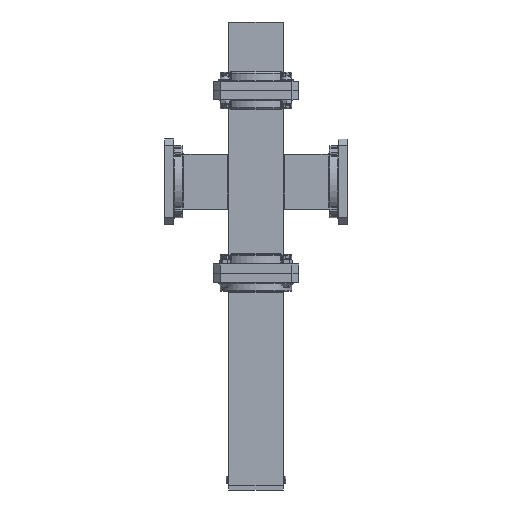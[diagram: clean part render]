
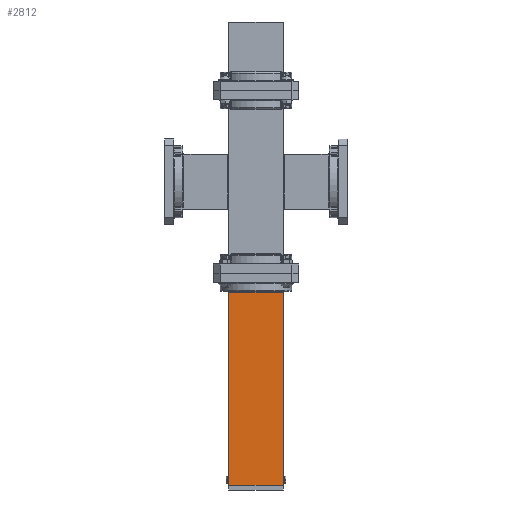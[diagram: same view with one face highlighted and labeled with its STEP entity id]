
A CAD part, front view. The second image highlights one B-rep face of the part: STEP entity #2812.
In plain terms, the highlighted planar face has unit normal (0, -1, 0).
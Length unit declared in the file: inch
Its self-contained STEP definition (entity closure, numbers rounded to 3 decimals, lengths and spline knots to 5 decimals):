
#263 = ORIENTED_EDGE ( 'NONE', *, *, #41019, .T. ) ;
#1050 = ORIENTED_EDGE ( 'NONE', *, *, #25345, .T. ) ;
#2128 = DIRECTION ( 'NONE',  ( -1., 0., 0. ) ) ;
#2302 = VECTOR ( 'NONE', #34977, 39.37008 ) ;
#2345 = CARTESIAN_POINT ( 'NONE',  ( 0., -0.2885, -0.42 ) ) ;
#2812 = ADVANCED_FACE ( 'NONE', ( #7792 ), #22674, .F. ) ;
#3868 = LINE ( 'NONE', #17809, #2302 ) ;
#5454 = ORIENTED_EDGE ( 'NONE', *, *, #26239, .T. ) ;
#5969 = LINE ( 'NONE', #10065, #31907 ) ;
#7787 = VERTEX_POINT ( 'NONE', #12277 ) ;
#7792 = FACE_OUTER_BOUND ( 'NONE', #9829, .T. ) ;
#9283 = CARTESIAN_POINT ( 'NONE',  ( 0.601, -0.2885, -4.65 ) ) ;
#9829 = EDGE_LOOP ( 'NONE', ( #5454, #263, #42359, #1050 ) ) ;
#10065 = CARTESIAN_POINT ( 'NONE',  ( 0.601, -0.2885, -4.75 ) ) ;
#10493 = DIRECTION ( 'NONE',  ( 0., 0., 1. ) ) ;
#11561 = EDGE_CURVE ( 'NONE', #21734, #20948, #3868, .T. ) ;
#11808 = DIRECTION ( 'NONE',  ( -1., 0., 0. ) ) ;
#12277 = CARTESIAN_POINT ( 'NONE',  ( 0.601, -0.2885, -0.42 ) ) ;
#12762 = CARTESIAN_POINT ( 'NONE',  ( 0., -0.2885, -4.75 ) ) ;
#15299 = LINE ( 'NONE', #28044, #17394 ) ;
#17394 = VECTOR ( 'NONE', #41362, 39.37008 ) ;
#17809 = CARTESIAN_POINT ( 'NONE',  ( -0.601, -0.2885, -4.75 ) ) ;
#20948 = VERTEX_POINT ( 'NONE', #33543 ) ;
#21734 = VERTEX_POINT ( 'NONE', #24408 ) ;
#22674 = PLANE ( 'NONE',  #25869 ) ;
#24408 = CARTESIAN_POINT ( 'NONE',  ( -0.601, -0.2885, -4.65 ) ) ;
#25345 = EDGE_CURVE ( 'NONE', #21734, #41083, #15299, .T. ) ;
#25869 = AXIS2_PLACEMENT_3D ( 'NONE', #12762, #36452, #2128 ) ;
#26239 = EDGE_CURVE ( 'NONE', #41083, #7787, #5969, .T. ) ;
#28044 = CARTESIAN_POINT ( 'NONE',  ( 0., -0.2885, -4.65 ) ) ;
#30525 = LINE ( 'NONE', #2345, #41645 ) ;
#31907 = VECTOR ( 'NONE', #10493, 39.37008 ) ;
#33543 = CARTESIAN_POINT ( 'NONE',  ( -0.601, -0.2885, -0.42 ) ) ;
#34977 = DIRECTION ( 'NONE',  ( 0., 0., 1. ) ) ;
#36452 = DIRECTION ( 'NONE',  ( 0., 1., 0. ) ) ;
#41019 = EDGE_CURVE ( 'NONE', #7787, #20948, #30525, .T. ) ;
#41083 = VERTEX_POINT ( 'NONE', #9283 ) ;
#41362 = DIRECTION ( 'NONE',  ( 1., 0., 0. ) ) ;
#41645 = VECTOR ( 'NONE', #11808, 39.37008 ) ;
#42359 = ORIENTED_EDGE ( 'NONE', *, *, #11561, .F. ) ;
